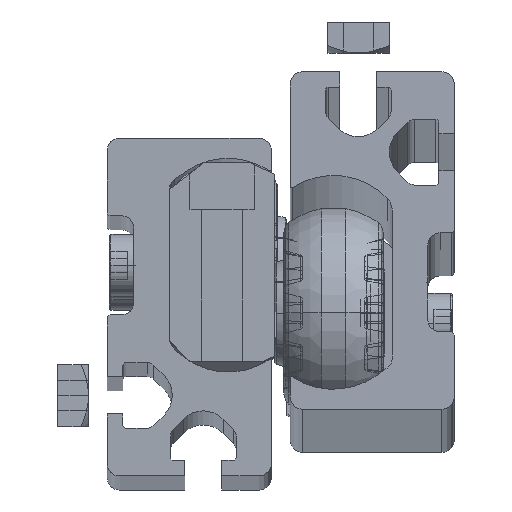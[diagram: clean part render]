
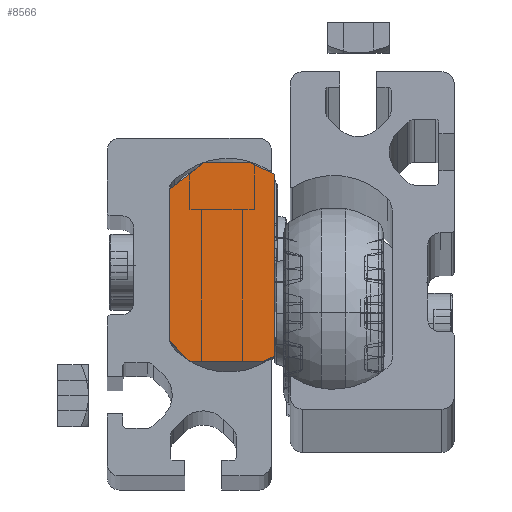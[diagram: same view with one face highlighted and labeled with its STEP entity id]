
A CAD part, top view. The second image highlights one B-rep face of the part: STEP entity #8566.
In plain terms, the highlighted face is planar.
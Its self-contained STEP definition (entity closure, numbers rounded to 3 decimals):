
#80 = FACE_OUTER_BOUND ( 'NONE', #21908, .T. ) ;
#143 = VERTEX_POINT ( 'NONE', #17899 ) ;
#238 = CARTESIAN_POINT ( 'NONE',  ( 19., -14.661, -8.5 ) ) ;
#715 = LINE ( 'NONE', #238, #20223 ) ;
#1214 = AXIS2_PLACEMENT_3D ( 'NONE', #19958, #7304, #22019 ) ;
#1430 = VECTOR ( 'NONE', #4763, 1000. ) ;
#1458 = CARTESIAN_POINT ( 'NONE',  ( 19., 12.203, 8.5 ) ) ;
#1537 = DIRECTION ( 'NONE',  ( 0., 0., -1. ) ) ;
#1545 = DIRECTION ( 'NONE',  ( 0., -1., 0. ) ) ;
#3601 = LINE ( 'NONE', #12461, #19258 ) ;
#3813 = CARTESIAN_POINT ( 'NONE',  ( 19., -14.661, -8.5 ) ) ;
#4290 = EDGE_CURVE ( 'NONE', #10902, #15634, #6460, .T. ) ;
#4536 = LINE ( 'NONE', #21137, #1430 ) ;
#4763 = DIRECTION ( 'NONE',  ( 0., 0.616, -0.788 ) ) ;
#5008 = EDGE_CURVE ( 'NONE', #10003, #16123, #715, .T. ) ;
#5093 = EDGE_CURVE ( 'NONE', #143, #16123, #8994, .T. ) ;
#6022 = CARTESIAN_POINT ( 'NONE',  ( 19., -12.2, 8.5 ) ) ;
#6212 = DIRECTION ( 'NONE',  ( 0., 1., 0. ) ) ;
#6258 = ORIENTED_EDGE ( 'NONE', *, *, #7172, .T. ) ;
#6292 = VECTOR ( 'NONE', #16602, 1000. ) ;
#6460 = LINE ( 'NONE', #22708, #15077 ) ;
#7100 = EDGE_CURVE ( 'NONE', #16177, #10003, #8884, .T. ) ;
#7172 = EDGE_CURVE ( 'NONE', #22262, #10861, #3601, .T. ) ;
#7293 = CARTESIAN_POINT ( 'NONE',  ( 19., -12.2, 8.5 ) ) ;
#7304 = DIRECTION ( 'NONE',  ( -1., 0., 0. ) ) ;
#7306 = CARTESIAN_POINT ( 'NONE',  ( 19., 14.681, -8.5 ) ) ;
#7582 = DIRECTION ( 'NONE',  ( 0., -0.423, 0.906 ) ) ;
#8169 = DIRECTION ( 'NONE',  ( 0., -0.423, -0.906 ) ) ;
#8566 = ADVANCED_FACE ( 'NONE', ( #80 ), #12688, .F. ) ;
#8884 = LINE ( 'NONE', #7306, #20380 ) ;
#8994 = LINE ( 'NONE', #10659, #14891 ) ;
#9573 = LINE ( 'NONE', #7293, #6292 ) ;
#10003 = VERTEX_POINT ( 'NONE', #3813 ) ;
#10659 = CARTESIAN_POINT ( 'NONE',  ( 19., -15.5, 5.2 ) ) ;
#10771 = DIRECTION ( 'NONE',  ( 0., 0., 1. ) ) ;
#10861 = VERTEX_POINT ( 'NONE', #15211 ) ;
#10902 = VERTEX_POINT ( 'NONE', #6022 ) ;
#11985 = CARTESIAN_POINT ( 'NONE',  ( 19., -15.5, -6.7 ) ) ;
#12461 = CARTESIAN_POINT ( 'NONE',  ( 19., 16.5, -4.6 ) ) ;
#12688 = PLANE ( 'NONE',  #1214 ) ;
#13342 = EDGE_CURVE ( 'NONE', #15634, #10861, #4536, .T. ) ;
#14493 = CARTESIAN_POINT ( 'NONE',  ( 19., 16.5, -4.6 ) ) ;
#14783 = ORIENTED_EDGE ( 'NONE', *, *, #7100, .F. ) ;
#14891 = VECTOR ( 'NONE', #1537, 1000. ) ;
#14944 = ORIENTED_EDGE ( 'NONE', *, *, #4290, .F. ) ;
#15077 = VECTOR ( 'NONE', #6212, 1000. ) ;
#15211 = CARTESIAN_POINT ( 'NONE',  ( 19., 16.5, 3. ) ) ;
#15634 = VERTEX_POINT ( 'NONE', #1458 ) ;
#15901 = EDGE_CURVE ( 'NONE', #22262, #16177, #22773, .T. ) ;
#16123 = VERTEX_POINT ( 'NONE', #11985 ) ;
#16177 = VERTEX_POINT ( 'NONE', #20085 ) ;
#16602 = DIRECTION ( 'NONE',  ( 0., -0.707, -0.707 ) ) ;
#17124 = ORIENTED_EDGE ( 'NONE', *, *, #20329, .T. ) ;
#17136 = CARTESIAN_POINT ( 'NONE',  ( 19., 16.5, -4.6 ) ) ;
#17899 = CARTESIAN_POINT ( 'NONE',  ( 19., -15.5, 5.2 ) ) ;
#19258 = VECTOR ( 'NONE', #10771, 1000. ) ;
#19592 = ORIENTED_EDGE ( 'NONE', *, *, #13342, .F. ) ;
#19958 = CARTESIAN_POINT ( 'NONE',  ( 19., 1.5, 22.2 ) ) ;
#20085 = CARTESIAN_POINT ( 'NONE',  ( 19., 14.681, -8.5 ) ) ;
#20223 = VECTOR ( 'NONE', #7582, 1000. ) ;
#20329 = EDGE_CURVE ( 'NONE', #10902, #143, #9573, .T. ) ;
#20343 = ORIENTED_EDGE ( 'NONE', *, *, #5093, .T. ) ;
#20380 = VECTOR ( 'NONE', #1545, 1000. ) ;
#21137 = CARTESIAN_POINT ( 'NONE',  ( 19., 12.203, 8.5 ) ) ;
#21908 = EDGE_LOOP ( 'NONE', ( #19592, #14944, #17124, #20343, #23063, #14783, #22785, #6258 ) ) ;
#22013 = VECTOR ( 'NONE', #8169, 1000. ) ;
#22019 = DIRECTION ( 'NONE',  ( 0., 0., 1. ) ) ;
#22262 = VERTEX_POINT ( 'NONE', #14493 ) ;
#22708 = CARTESIAN_POINT ( 'NONE',  ( 19., -12.2, 8.5 ) ) ;
#22773 = LINE ( 'NONE', #17136, #22013 ) ;
#22785 = ORIENTED_EDGE ( 'NONE', *, *, #15901, .F. ) ;
#23063 = ORIENTED_EDGE ( 'NONE', *, *, #5008, .F. ) ;
